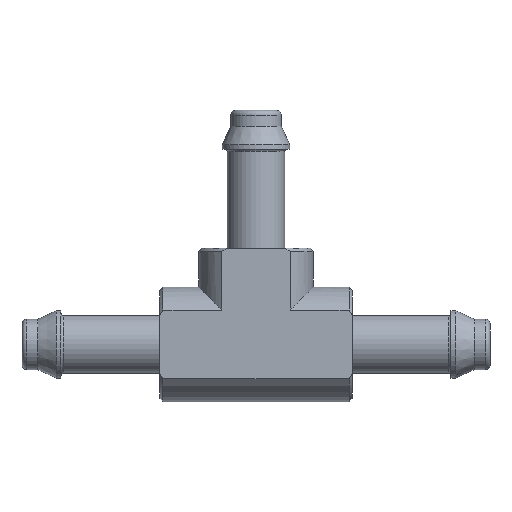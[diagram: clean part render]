
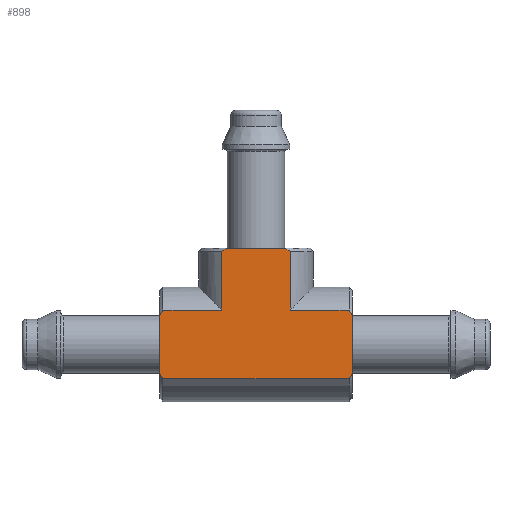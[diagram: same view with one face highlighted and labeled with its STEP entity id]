
A CAD part, front view. The second image highlights one B-rep face of the part: STEP entity #898.
In plain terms, the highlighted planar face has unit normal (0, -1, 0).
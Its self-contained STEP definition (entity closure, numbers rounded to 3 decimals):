
#27=B_SPLINE_CURVE_WITH_KNOTS('',3,(#1232,#1233,#1234,#1235),
 .UNSPECIFIED.,.F.,.F.,(4,4),(0.003,0.003),
 .UNSPECIFIED.);
#29=B_SPLINE_CURVE_WITH_KNOTS('',3,(#1241,#1242,#1243,#1244),
 .UNSPECIFIED.,.F.,.F.,(4,4),(0.,0.),
 .UNSPECIFIED.);
#31=B_SPLINE_CURVE_WITH_KNOTS('',3,(#1251,#1252,#1253,#1254),
 .UNSPECIFIED.,.F.,.F.,(4,4),(0.003,0.003),
 .UNSPECIFIED.);
#33=B_SPLINE_CURVE_WITH_KNOTS('',3,(#1265,#1266,#1267,#1268),
 .UNSPECIFIED.,.F.,.F.,(4,4),(0.,0.),
 .UNSPECIFIED.);
#35=B_SPLINE_CURVE_WITH_KNOTS('',3,(#1292,#1293,#1294,#1295),
 .UNSPECIFIED.,.F.,.F.,(4,4),(0.003,0.003),
 .UNSPECIFIED.);
#36=B_SPLINE_CURVE_WITH_KNOTS('',3,(#1299,#1300,#1301,#1302),
 .UNSPECIFIED.,.F.,.F.,(4,4),(0.,0.),
 .UNSPECIFIED.);
#56=PLANE('',#988);
#59=LINE('',#1195,#75);
#61=LINE('',#1204,#77);
#63=LINE('',#1213,#79);
#65=LINE('',#1222,#81);
#67=LINE('',#1273,#83);
#69=LINE('',#1277,#85);
#70=LINE('',#1281,#86);
#73=LINE('',#1314,#89);
#75=VECTOR('',#1008,1000.);
#77=VECTOR('',#1016,1000.);
#79=VECTOR('',#1024,1000.);
#81=VECTOR('',#1032,1000.);
#83=VECTOR('',#1054,1000.);
#85=VECTOR('',#1058,1000.);
#86=VECTOR('',#1063,1000.);
#89=VECTOR('',#1080,1000.);
#205=ORIENTED_EDGE('',*,*,#258,.T.);
#206=ORIENTED_EDGE('',*,*,#250,.T.);
#207=ORIENTED_EDGE('',*,*,#266,.T.);
#208=ORIENTED_EDGE('',*,*,#269,.T.);
#209=ORIENTED_EDGE('',*,*,#262,.T.);
#210=ORIENTED_EDGE('',*,*,#246,.T.);
#211=ORIENTED_EDGE('',*,*,#273,.T.);
#212=ORIENTED_EDGE('',*,*,#279,.T.);
#213=ORIENTED_EDGE('',*,*,#284,.T.);
#214=ORIENTED_EDGE('',*,*,#277,.T.);
#215=ORIENTED_EDGE('',*,*,#271,.T.);
#216=ORIENTED_EDGE('',*,*,#242,.T.);
#217=ORIENTED_EDGE('',*,*,#260,.T.);
#218=ORIENTED_EDGE('',*,*,#254,.F.);
#242=EDGE_CURVE('',#314,#313,#59,.F.);
#246=EDGE_CURVE('',#318,#317,#61,.F.);
#250=EDGE_CURVE('',#322,#321,#63,.T.);
#254=EDGE_CURVE('',#325,#326,#65,.T.);
#258=EDGE_CURVE('',#325,#322,#27,.T.);
#260=EDGE_CURVE('',#313,#326,#29,.T.);
#262=EDGE_CURVE('',#329,#318,#31,.T.);
#266=EDGE_CURVE('',#321,#331,#33,.T.);
#269=EDGE_CURVE('',#331,#329,#67,.T.);
#271=EDGE_CURVE('',#334,#314,#69,.F.);
#273=EDGE_CURVE('',#317,#335,#70,.T.);
#277=EDGE_CURVE('',#338,#334,#35,.T.);
#279=EDGE_CURVE('',#335,#339,#36,.T.);
#284=EDGE_CURVE('',#339,#338,#73,.T.);
#313=VERTEX_POINT('',#1194);
#314=VERTEX_POINT('',#1196);
#317=VERTEX_POINT('',#1203);
#318=VERTEX_POINT('',#1205);
#321=VERTEX_POINT('',#1212);
#322=VERTEX_POINT('',#1214);
#325=VERTEX_POINT('',#1221);
#326=VERTEX_POINT('',#1223);
#329=VERTEX_POINT('',#1255);
#331=VERTEX_POINT('',#1264);
#334=VERTEX_POINT('',#1278);
#335=VERTEX_POINT('',#1282);
#338=VERTEX_POINT('',#1296);
#339=VERTEX_POINT('',#1303);
#471=EDGE_LOOP('',(#205,#206,#207,#208,#209,#210,#211,#212,#213,#214,#215,
#216,#217,#218));
#543=FACE_BOUND('',#471,.T.);
#898=ADVANCED_FACE('',(#543),#56,.T.);
#988=AXIS2_PLACEMENT_3D('',#1383,#1173,#1174);
#1008=DIRECTION('',(1.,0.,0.));
#1016=DIRECTION('',(1.,0.,0.));
#1024=DIRECTION('',(1.,0.,0.));
#1032=DIRECTION('',(0.,0.,1.));
#1054=DIRECTION('',(0.,0.,1.));
#1058=DIRECTION('',(0.,0.,1.));
#1063=DIRECTION('',(0.,0.,1.));
#1080=DIRECTION('',(-1.,0.,0.));
#1173=DIRECTION('',(0.,-1.,0.));
#1174=DIRECTION('',(0.,0.,-1.));
#1194=CARTESIAN_POINT('',(-4.059,-2.,1.5));
#1195=CARTESIAN_POINT('',(4.2,-2.,1.5));
#1196=CARTESIAN_POINT('',(-1.5,-2.,1.5));
#1203=CARTESIAN_POINT('',(1.5,-2.,1.5));
#1204=CARTESIAN_POINT('',(4.2,-2.,1.5));
#1205=CARTESIAN_POINT('',(4.059,-2.,1.5));
#1212=CARTESIAN_POINT('',(4.059,-2.,-1.5));
#1213=CARTESIAN_POINT('',(4.2,-2.,-1.5));
#1214=CARTESIAN_POINT('',(-4.059,-2.,-1.5));
#1221=CARTESIAN_POINT('',(-4.2,-2.,-1.25));
#1222=CARTESIAN_POINT('',(-4.2,-2.,-3.8));
#1223=CARTESIAN_POINT('',(-4.2,-2.,1.25));
#1232=CARTESIAN_POINT('',(-4.2,-2.,-1.25));
#1233=CARTESIAN_POINT('',(-4.155,-2.,-1.335));
#1234=CARTESIAN_POINT('',(-4.108,-2.,-1.418));
#1235=CARTESIAN_POINT('',(-4.059,-2.,-1.5));
#1241=CARTESIAN_POINT('',(-4.059,-2.,1.5));
#1242=CARTESIAN_POINT('',(-4.108,-2.,1.418));
#1243=CARTESIAN_POINT('',(-4.155,-2.,1.335));
#1244=CARTESIAN_POINT('',(-4.2,-2.,1.25));
#1251=CARTESIAN_POINT('',(4.2,-2.,1.25));
#1252=CARTESIAN_POINT('',(4.155,-2.,1.335));
#1253=CARTESIAN_POINT('',(4.108,-2.,1.418));
#1254=CARTESIAN_POINT('',(4.059,-2.,1.5));
#1255=CARTESIAN_POINT('',(4.2,-2.,1.25));
#1264=CARTESIAN_POINT('',(4.2,-2.,-1.25));
#1265=CARTESIAN_POINT('',(4.059,-2.,-1.5));
#1266=CARTESIAN_POINT('',(4.108,-2.,-1.418));
#1267=CARTESIAN_POINT('',(4.155,-2.,-1.335));
#1268=CARTESIAN_POINT('',(4.2,-2.,-1.25));
#1273=CARTESIAN_POINT('',(4.2,-2.,-3.8));
#1277=CARTESIAN_POINT('',(-1.5,-2.,4.2));
#1278=CARTESIAN_POINT('',(-1.5,-2.,4.059));
#1281=CARTESIAN_POINT('',(1.5,-2.,4.2));
#1282=CARTESIAN_POINT('',(1.5,-2.,4.059));
#1292=CARTESIAN_POINT('',(-1.25,-2.,4.2));
#1293=CARTESIAN_POINT('',(-1.335,-2.,4.155));
#1294=CARTESIAN_POINT('',(-1.418,-2.,4.108));
#1295=CARTESIAN_POINT('',(-1.5,-2.,4.059));
#1296=CARTESIAN_POINT('',(-1.25,-2.,4.2));
#1299=CARTESIAN_POINT('',(1.5,-2.,4.059));
#1300=CARTESIAN_POINT('',(1.418,-2.,4.108));
#1301=CARTESIAN_POINT('',(1.335,-2.,4.155));
#1302=CARTESIAN_POINT('',(1.25,-2.,4.2));
#1303=CARTESIAN_POINT('',(1.25,-2.,4.2));
#1314=CARTESIAN_POINT('',(2.359,-2.,4.2));
#1383=CARTESIAN_POINT('',(4.2,-2.,-3.8));
